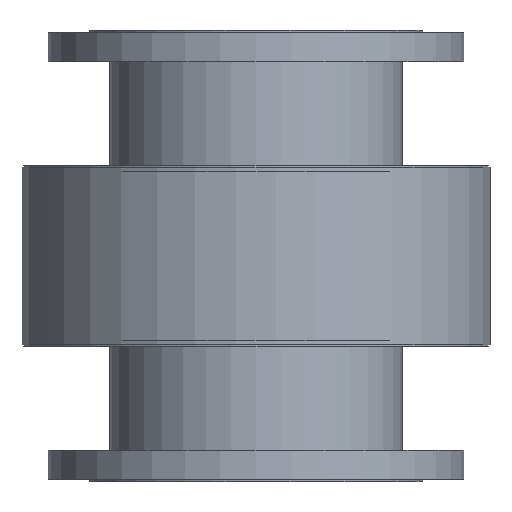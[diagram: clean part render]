
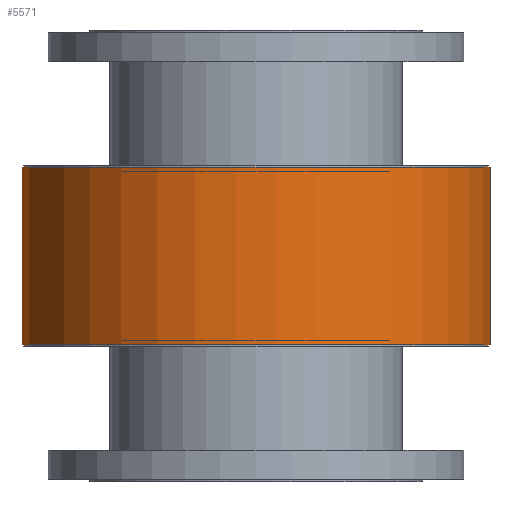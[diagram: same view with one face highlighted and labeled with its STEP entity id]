
A CAD part, front view. The second image highlights one B-rep face of the part: STEP entity #5571.
In plain terms, the highlighted cylindrical face has radius 260 mm (diameter 520 mm), a partial arc.
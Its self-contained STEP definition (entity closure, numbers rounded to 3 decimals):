
#460=LINE('',#9492,#751);
#461=LINE('',#9495,#752);
#751=VECTOR('',#7337,10.);
#752=VECTOR('',#7340,10.);
#910=CYLINDRICAL_SURFACE('',#6111,260.);
#1215=FACE_OUTER_BOUND('',#1620,.T.);
#1620=EDGE_LOOP('',(#4227,#4228,#4229,#4230));
#1953=CIRCLE('',#6110,260.);
#1954=CIRCLE('',#6112,260.);
#2387=VERTEX_POINT('',#9486);
#2388=VERTEX_POINT('',#9487);
#2389=VERTEX_POINT('',#9491);
#2390=VERTEX_POINT('',#9493);
#3028=EDGE_CURVE('',#2388,#2387,#1953,.T.);
#3029=EDGE_CURVE('',#2389,#2388,#460,.T.);
#3030=EDGE_CURVE('',#2390,#2389,#1954,.T.);
#3031=EDGE_CURVE('',#2387,#2390,#461,.T.);
#4227=ORIENTED_EDGE('',*,*,#3029,.F.);
#4228=ORIENTED_EDGE('',*,*,#3030,.F.);
#4229=ORIENTED_EDGE('',*,*,#3031,.F.);
#4230=ORIENTED_EDGE('',*,*,#3028,.F.);
#5571=ADVANCED_FACE('',(#1215),#910,.T.);
#6110=AXIS2_PLACEMENT_3D('',#9489,#7333,#7334);
#6111=AXIS2_PLACEMENT_3D('',#9490,#7335,#7336);
#6112=AXIS2_PLACEMENT_3D('',#9494,#7338,#7339);
#7333=DIRECTION('center_axis',(0.,0.,-1.));
#7334=DIRECTION('ref_axis',(-0.573,0.819,0.));
#7335=DIRECTION('center_axis',(0.,0.,1.));
#7336=DIRECTION('ref_axis',(0.,-1.,0.));
#7337=DIRECTION('',(0.,0.,-1.));
#7338=DIRECTION('center_axis',(0.,0.,1.));
#7339=DIRECTION('ref_axis',(-0.573,0.819,0.));
#7340=DIRECTION('',(0.,0.,1.));
#9486=CARTESIAN_POINT('',(-167.063,216.971,-98.));
#9487=CARTESIAN_POINT('',(131.138,216.971,-98.));
#9489=CARTESIAN_POINT('Origin',(-17.963,3.971,-98.));
#9490=CARTESIAN_POINT('Origin',(-17.963,3.971,0.));
#9491=CARTESIAN_POINT('',(131.138,216.971,98.));
#9492=CARTESIAN_POINT('',(131.138,216.971,0.));
#9493=CARTESIAN_POINT('',(-167.063,216.971,98.));
#9494=CARTESIAN_POINT('Origin',(-17.963,3.971,98.));
#9495=CARTESIAN_POINT('',(-167.063,216.971,0.));
